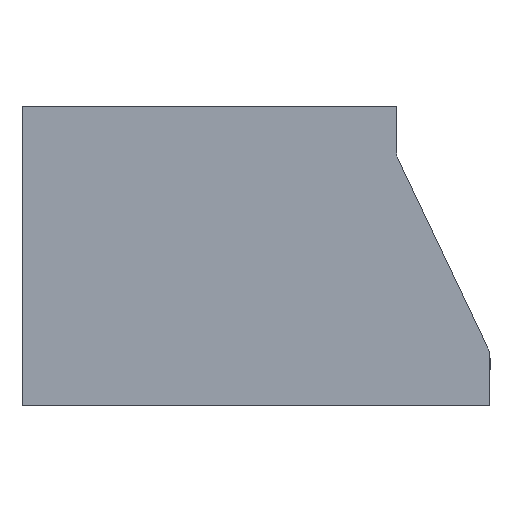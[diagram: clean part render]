
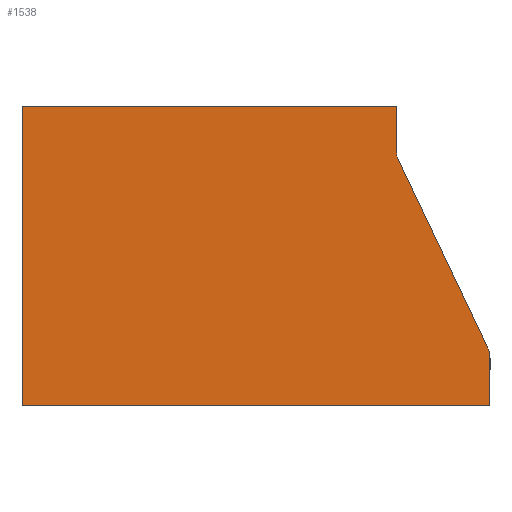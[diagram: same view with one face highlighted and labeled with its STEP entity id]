
A CAD part, front view. The second image highlights one B-rep face of the part: STEP entity #1538.
In plain terms, the highlighted planar face has unit normal (0, -1, 0).
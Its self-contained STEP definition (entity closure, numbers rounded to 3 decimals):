
#5 = LINE ( 'NONE', #1072, #7 ) ;
#6 = CIRCLE ( 'NONE', #132, 30. ) ;
#7 = VECTOR ( 'NONE', #1074, 1000. ) ;
#8 = LINE ( 'NONE', #958, #10 ) ;
#9 = CIRCLE ( 'NONE', #131, 20. ) ;
#10 = VECTOR ( 'NONE', #957, 1000. ) ;
#131 = AXIS2_PLACEMENT_3D ( 'NONE', #965, #971, #970 ) ;
#132 = AXIS2_PLACEMENT_3D ( 'NONE', #962, #961, #1082 ) ;
#504 = ORIENTED_EDGE ( 'NONE', *, *, #1329, .F. ) ;
#505 = ORIENTED_EDGE ( 'NONE', *, *, #1596, .F. ) ;
#506 = ORIENTED_EDGE ( 'NONE', *, *, #1332, .F. ) ;
#507 = ORIENTED_EDGE ( 'NONE', *, *, #1319, .T. ) ;
#508 = ORIENTED_EDGE ( 'NONE', *, *, #1597, .T. ) ;
#509 = ORIENTED_EDGE ( 'NONE', *, *, #1598, .T. ) ;
#510 = ORIENTED_EDGE ( 'NONE', *, *, #1599, .T. ) ;
#511 = ORIENTED_EDGE ( 'NONE', *, *, #1293, .T. ) ;
#611 = LINE ( 'NONE', #1491, #614 ) ;
#614 = VECTOR ( 'NONE', #1476, 1000. ) ;
#655 = LINE ( 'NONE', #1416, #658 ) ;
#658 = VECTOR ( 'NONE', #1413, 1000. ) ;
#673 = LINE ( 'NONE', #1365, #676 ) ;
#676 = VECTOR ( 'NONE', #1363, 1000. ) ;
#679 = LINE ( 'NONE', #1353, #682 ) ;
#682 = VECTOR ( 'NONE', #1350, 1000. ) ;
#685 = FACE_OUTER_BOUND ( 'NONE', #1661, .T. ) ;
#890 = CARTESIAN_POINT ( 'NONE',  ( 697.086, 0., -256.847 ) ) ;
#917 = CARTESIAN_POINT ( 'NONE',  ( 600., 0., 0. ) ) ;
#925 = CARTESIAN_POINT ( 'NONE',  ( 601.943, 0., -57.046 ) ) ;
#937 = CARTESIAN_POINT ( 'NONE',  ( 700., 0., -320. ) ) ;
#938 = CARTESIAN_POINT ( 'NONE',  ( 700., 0., -269.745 ) ) ;
#940 = DIRECTION ( 'NONE',  ( 0., 0., 1. ) ) ;
#941 = DIRECTION ( 'NONE',  ( 0., 1., 0. ) ) ;
#957 = DIRECTION ( 'NONE',  ( -0.43, 0., 0.903 ) ) ;
#958 = CARTESIAN_POINT ( 'NONE',  ( 601.943, 0., -57.046 ) ) ;
#961 = DIRECTION ( 'NONE',  ( 0., -1., 0. ) ) ;
#962 = CARTESIAN_POINT ( 'NONE',  ( 670., 0., -269.745 ) ) ;
#965 = CARTESIAN_POINT ( 'NONE',  ( 620., 0., -48.448 ) ) ;
#970 = DIRECTION ( 'NONE',  ( 0., 0., 1. ) ) ;
#971 = DIRECTION ( 'NONE',  ( 0., 1., 0. ) ) ;
#1043 = CARTESIAN_POINT ( 'NONE',  ( 200., 0., -320. ) ) ;
#1045 = CARTESIAN_POINT ( 'NONE',  ( 600., 0., -48.448 ) ) ;
#1067 = CARTESIAN_POINT ( 'NONE',  ( 200., 0., 0. ) ) ;
#1072 = CARTESIAN_POINT ( 'NONE',  ( 200., 0., 0. ) ) ;
#1074 = DIRECTION ( 'NONE',  ( 0., 0., 1. ) ) ;
#1082 = DIRECTION ( 'NONE',  ( 0., 0., 1. ) ) ;
#1109 = CARTESIAN_POINT ( 'NONE',  ( -220., 0., -48.448 ) ) ;
#1173 = PLANE ( 'NONE',  #1226 ) ;
#1226 = AXIS2_PLACEMENT_3D ( 'NONE', #1109, #941, #940 ) ;
#1293 = EDGE_CURVE ( 'NONE', #1706, #1703, #611, .T. ) ;
#1319 = EDGE_CURVE ( 'NONE', #1732, #1721, #655, .T. ) ;
#1329 = EDGE_CURVE ( 'NONE', #1699, #1703, #673, .T. ) ;
#1332 = EDGE_CURVE ( 'NONE', #1732, #1686, #679, .T. ) ;
#1350 = DIRECTION ( 'NONE',  ( -1., 0., 0. ) ) ;
#1353 = CARTESIAN_POINT ( 'NONE',  ( -300., 0., -320. ) ) ;
#1363 = DIRECTION ( 'NONE',  ( 1., 0., 0. ) ) ;
#1365 = CARTESIAN_POINT ( 'NONE',  ( -200., 0., 0. ) ) ;
#1413 = DIRECTION ( 'NONE',  ( 0., 0., 1. ) ) ;
#1416 = CARTESIAN_POINT ( 'NONE',  ( 700., 0., -269.745 ) ) ;
#1476 = DIRECTION ( 'NONE',  ( 0., 0., 1. ) ) ;
#1491 = CARTESIAN_POINT ( 'NONE',  ( 600., 0., 0. ) ) ;
#1538 = ADVANCED_FACE ( 'NONE', ( #685 ), #1173, .F. ) ;
#1596 = EDGE_CURVE ( 'NONE', #1686, #1699, #5, .T. ) ;
#1597 = EDGE_CURVE ( 'NONE', #1721, #1674, #6, .T. ) ;
#1598 = EDGE_CURVE ( 'NONE', #1674, #1715, #8, .T. ) ;
#1599 = EDGE_CURVE ( 'NONE', #1715, #1706, #9, .T. ) ;
#1661 = EDGE_LOOP ( 'NONE', ( #504, #505, #506, #507, #508, #509, #510, #511 ) ) ;
#1674 = VERTEX_POINT ( 'NONE', #890 ) ;
#1686 = VERTEX_POINT ( 'NONE', #1043 ) ;
#1699 = VERTEX_POINT ( 'NONE', #1067 ) ;
#1703 = VERTEX_POINT ( 'NONE', #917 ) ;
#1706 = VERTEX_POINT ( 'NONE', #1045 ) ;
#1715 = VERTEX_POINT ( 'NONE', #925 ) ;
#1721 = VERTEX_POINT ( 'NONE', #938 ) ;
#1732 = VERTEX_POINT ( 'NONE', #937 ) ;
